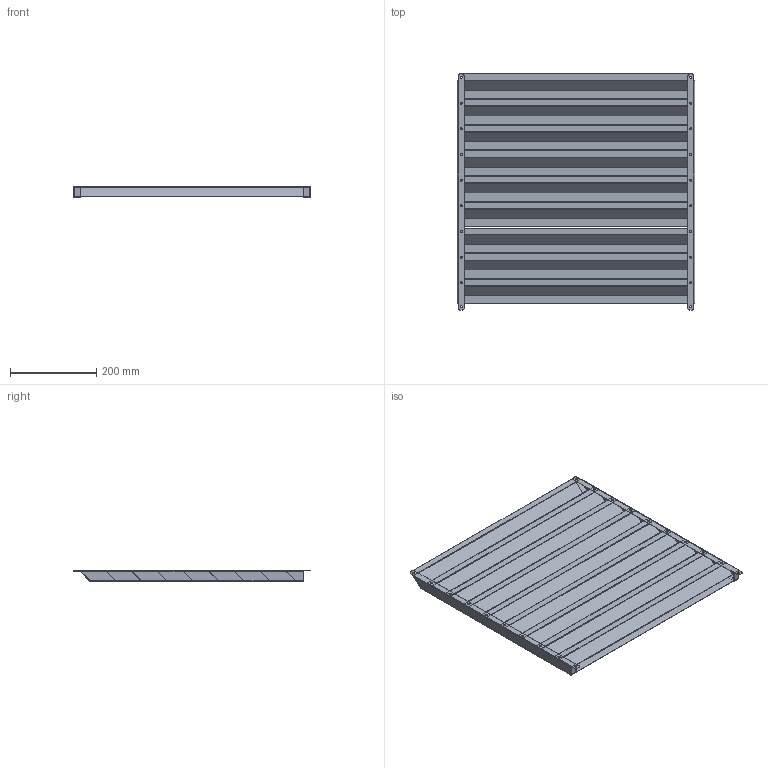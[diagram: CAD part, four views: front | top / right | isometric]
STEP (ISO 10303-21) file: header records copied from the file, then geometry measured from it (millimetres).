
FILE_DESCRIPTION (( 'STEP AP203' ), '1' );
FILE_NAME ('M4512V LOUVRE.STEP', '2024-07-12T05:41:27', ( '' ), ( '' ), 'SwSTEP 2.0', 'SolidWorks 2023', '' );
FILE_SCHEMA (( 'CONFIG_CONTROL_DESIGN' ));
Length unit declared in the file: millimetre
Products named in the file (4): M4512V EP-3; M4512V EP-1; M4512V EP-2; M4512V LOUVRE
Assembly tree (11 placements, depth 2):
  M4512V LOUVRE
    M4512V EP-1  x9
    M4512V EP-2
    M4512V EP-3
Bounding box: 549.6 x 547.13 x 25.2 mm (x, y, z)
Volume: 303527.4 mm3; surface area: 770493.8 mm2
Topology: 11 solids, 11 shells, 470 faces, 1136 edges, 688 vertices
Faces by surface type: cylinder 244, plane 218, bspline 8
Entity records: 7126 total; most frequent: CARTESIAN_POINT 1460, DIRECTION 1104, ORIENTED_EDGE 992, EDGE_CURVE 496, AXIS2_PLACEMENT_3D 420, VERTEX_POINT 304, EDGE_LOOP 282, VECTOR 264
